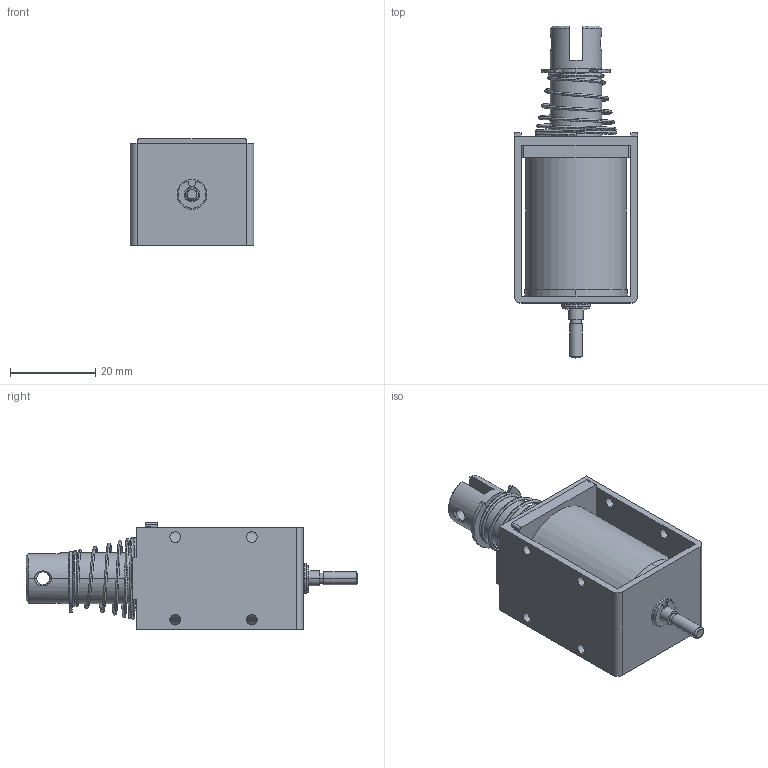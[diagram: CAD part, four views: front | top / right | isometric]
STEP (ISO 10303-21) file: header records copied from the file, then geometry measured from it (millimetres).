
FILE_DESCRIPTION (( 'STEP AP203' ), '1' );
FILE_NAME ('w_cbs1240.STEP', '2014-07-25T02:35:36', ( 'jiba' ), ( 'Hewlett-Packard Company' ), 'SwSTEP 2.0', 'SolidWorks 2014', '' );
FILE_SCHEMA (( 'CONFIG_CONTROL_DESIGN' ));
Length unit declared in the file: millimetre
Products named in the file (4): Part7^w_cbs1240; Part1^w_cbs1240_pl; w_21240081; w_cbs1240
Assembly tree (3 placements, depth 2):
  w_cbs1240
    Part7^w_cbs1240
    Part1^w_cbs1240_pl
    w_21240081
Bounding box: 29 x 77.9 x 25.1 mm (x, y, z)
Volume: 22825.3 mm3; surface area: 18074 mm2
Topology: 3 solids, 3 shells, 181 faces, 490 edges, 317 vertices
Faces by surface type: cylinder 100, plane 70, cone 9, bspline 2
Entity records: 10323 total; most frequent: CARTESIAN_POINT 5096, DIRECTION 1089, ORIENTED_EDGE 980, EDGE_CURVE 490, AXIS2_PLACEMENT_3D 428, VERTEX_POINT 317, CIRCLE 243, LINE 233
